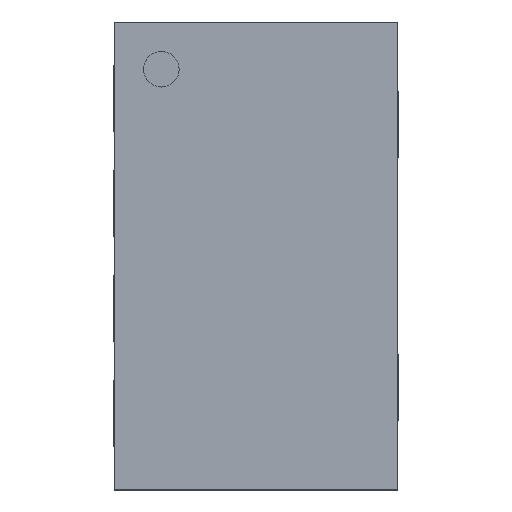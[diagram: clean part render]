
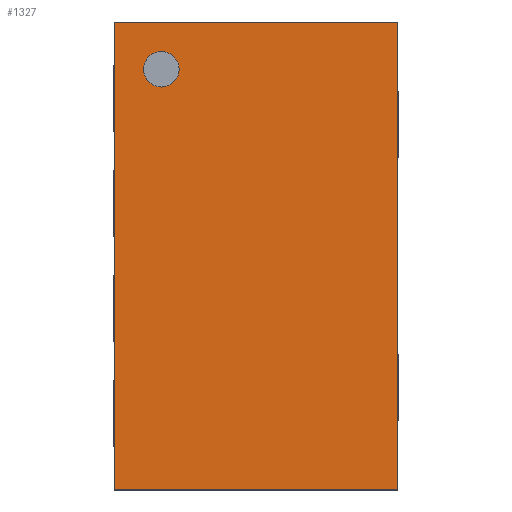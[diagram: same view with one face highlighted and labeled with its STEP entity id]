
A CAD part, top view. The second image highlights one B-rep face of the part: STEP entity #1327.
In plain terms, the highlighted planar face has unit normal (0, 0, 1).
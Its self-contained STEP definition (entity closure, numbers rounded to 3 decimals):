
#29=FACE_BOUND('',#127,.T.);
#30=CIRCLE('',#1440,0.068);
#34=FACE_OUTER_BOUND('',#126,.T.);
#126=EDGE_LOOP('',(#876,#877,#878,#879));
#127=EDGE_LOOP('',(#880));
#218=LINE('',#1908,#399);
#223=LINE('',#1917,#404);
#224=LINE('',#1920,#405);
#225=LINE('',#1921,#406);
#399=VECTOR('',#1536,1.);
#404=VECTOR('',#1543,1.);
#405=VECTOR('',#1546,1.);
#406=VECTOR('',#1547,1.);
#580=VERTEX_POINT('',#1905);
#581=VERTEX_POINT('',#1907);
#584=VERTEX_POINT('',#1915);
#585=VERTEX_POINT('',#1919);
#586=VERTEX_POINT('',#1922);
#686=EDGE_CURVE('',#580,#581,#218,.T.);
#691=EDGE_CURVE('',#580,#584,#223,.T.);
#692=EDGE_CURVE('',#584,#585,#224,.T.);
#693=EDGE_CURVE('',#581,#585,#225,.T.);
#694=EDGE_CURVE('',#586,#586,#30,.T.);
#876=ORIENTED_EDGE('',*,*,#686,.F.);
#877=ORIENTED_EDGE('',*,*,#691,.T.);
#878=ORIENTED_EDGE('',*,*,#692,.T.);
#879=ORIENTED_EDGE('',*,*,#693,.F.);
#880=ORIENTED_EDGE('',*,*,#694,.F.);
#1236=PLANE('',#1439);
#1327=ADVANCED_FACE('',(#34,#29),#1236,.T.);
#1439=AXIS2_PLACEMENT_3D('',#1918,#1544,#1545);
#1440=AXIS2_PLACEMENT_3D('',#1923,#1548,#1549);
#1536=DIRECTION('',(0.,1.,0.));
#1543=DIRECTION('',(1.,0.,0.));
#1544=DIRECTION('center_axis',(0.,0.,1.));
#1545=DIRECTION('ref_axis',(1.,0.,0.));
#1546=DIRECTION('',(0.,1.,0.));
#1547=DIRECTION('',(1.,0.,0.));
#1548=DIRECTION('center_axis',(0.,0.,1.));
#1549=DIRECTION('ref_axis',(1.,0.,0.));
#1905=CARTESIAN_POINT('',(-0.54,-0.89,0.43));
#1907=CARTESIAN_POINT('',(-0.54,0.89,0.43));
#1908=CARTESIAN_POINT('',(-0.54,-0.89,0.43));
#1915=CARTESIAN_POINT('',(0.54,-0.89,0.43));
#1917=CARTESIAN_POINT('',(-0.54,-0.89,0.43));
#1918=CARTESIAN_POINT('Origin',(-0.54,-0.89,0.43));
#1919=CARTESIAN_POINT('',(0.54,0.89,0.43));
#1920=CARTESIAN_POINT('',(0.54,-0.89,0.43));
#1921=CARTESIAN_POINT('',(-0.54,0.89,0.43));
#1922=CARTESIAN_POINT('',(-0.427,0.71,0.43));
#1923=CARTESIAN_POINT('Origin',(-0.36,0.71,0.43));
